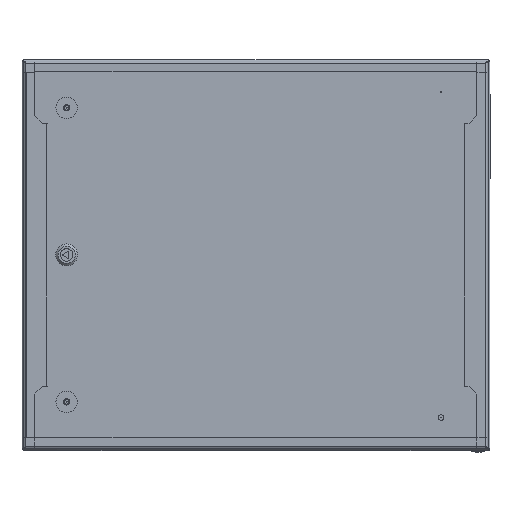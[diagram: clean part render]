
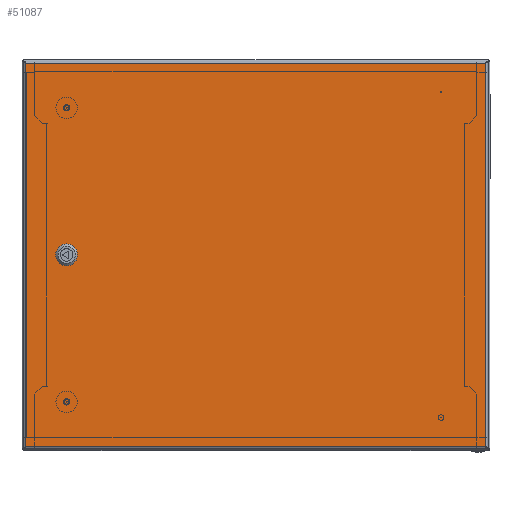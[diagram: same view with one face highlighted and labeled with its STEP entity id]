
A CAD part, top view. The second image highlights one B-rep face of the part: STEP entity #51087.
In plain terms, the highlighted face is planar.
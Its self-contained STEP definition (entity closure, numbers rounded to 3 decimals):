
#197 = VERTEX_POINT ( 'NONE', #54173 ) ;
#211 = ORIENTED_EDGE ( 'NONE', *, *, #26152, .F. ) ;
#298 = PLANE ( 'NONE',  #58575 ) ;
#460 = AXIS2_PLACEMENT_3D ( 'NONE', #20760, #43594, #3249 ) ;
#538 = DIRECTION ( 'NONE',  ( 1., 0., 0. ) ) ;
#841 = EDGE_LOOP ( 'NONE', ( #56566, #39692, #55226, #50164, #31974, #53961, #45851, #35149 ) ) ;
#921 = VERTEX_POINT ( 'NONE', #49733 ) ;
#992 = EDGE_CURVE ( 'NONE', #15796, #15796, #56598, .T. ) ;
#1033 = CARTESIAN_POINT ( 'NONE',  ( 1487.5, 245.8, -1. ) ) ;
#1858 = VECTOR ( 'NONE', #43099, 1000. ) ;
#3249 = DIRECTION ( 'NONE',  ( 1., 0., 0. ) ) ;
#3304 = EDGE_CURVE ( 'NONE', #51779, #10519, #52039, .T. ) ;
#3485 = CARTESIAN_POINT ( 'NONE',  ( -237.5, 208.5, -1. ) ) ;
#3577 = DIRECTION ( 'NONE',  ( 0., 0., 1. ) ) ;
#4167 = DIRECTION ( 'NONE',  ( 1., 0., 0. ) ) ;
#4262 = VERTEX_POINT ( 'NONE', #40865 ) ;
#4263 = CARTESIAN_POINT ( 'NONE',  ( 1487.5, -245.8, -1. ) ) ;
#4475 = DIRECTION ( 'NONE',  ( 0., -1., 0. ) ) ;
#4550 = LINE ( 'NONE', #4263, #46029 ) ;
#4623 = CARTESIAN_POINT ( 'NONE',  ( -237., -208.5, -1. ) ) ;
#4672 = CARTESIAN_POINT ( 'NONE',  ( 242.5, 188.5, -1. ) ) ;
#5351 = DIRECTION ( 'NONE',  ( 0., 0., 1. ) ) ;
#5825 = ORIENTED_EDGE ( 'NONE', *, *, #10421, .T. ) ;
#5951 = DIRECTION ( 'NONE',  ( 1., 0., 0. ) ) ;
#6880 = DIRECTION ( 'NONE',  ( 0., -1., 0. ) ) ;
#7464 = EDGE_LOOP ( 'NONE', ( #211, #19902, #33564, #18734 ) ) ;
#8127 = VERTEX_POINT ( 'NONE', #54883 ) ;
#8565 = CARTESIAN_POINT ( 'NONE',  ( 247.137, 10.25, -1. ) ) ;
#8659 = CIRCLE ( 'NONE', #50376, 0.5 ) ;
#8925 = VERTEX_POINT ( 'NONE', #32064 ) ;
#8942 = CARTESIAN_POINT ( 'NONE',  ( 294.8, -245.8, -1. ) ) ;
#9426 = CARTESIAN_POINT ( 'NONE',  ( -294.8, 1736., -1. ) ) ;
#9745 = AXIS2_PLACEMENT_3D ( 'NONE', #41025, #14057, #18216 ) ;
#9768 = DIRECTION ( 'NONE',  ( 1., 0., 0. ) ) ;
#9850 = DIRECTION ( 'NONE',  ( 0., 1., 0. ) ) ;
#10384 = CARTESIAN_POINT ( 'NONE',  ( -237.5, -208.5, -1. ) ) ;
#10421 = EDGE_CURVE ( 'NONE', #8925, #8925, #15079, .T. ) ;
#10519 = VERTEX_POINT ( 'NONE', #40871 ) ;
#10824 = LINE ( 'NONE', #9426, #18487 ) ;
#11549 = VECTOR ( 'NONE', #6880, 1000. ) ;
#12043 = EDGE_CURVE ( 'NONE', #14044, #18468, #30359, .T. ) ;
#13349 = VERTEX_POINT ( 'NONE', #49504 ) ;
#14034 = CARTESIAN_POINT ( 'NONE',  ( 252.75, 4.637, -1. ) ) ;
#14044 = VERTEX_POINT ( 'NONE', #35924 ) ;
#14057 = DIRECTION ( 'NONE',  ( 0., 0., 1. ) ) ;
#14096 = DIRECTION ( 'NONE',  ( -1., 0., 0. ) ) ;
#14165 = EDGE_LOOP ( 'NONE', ( #56750 ) ) ;
#14381 = CARTESIAN_POINT ( 'NONE',  ( 252.75, -4.637, -1. ) ) ;
#14613 = LINE ( 'NONE', #14034, #31188 ) ;
#14835 = CARTESIAN_POINT ( 'NONE',  ( 232.25, 4.637, -1. ) ) ;
#15079 = CIRCLE ( 'NONE', #53878, 0.5 ) ;
#15796 = VERTEX_POINT ( 'NONE', #51101 ) ;
#18216 = DIRECTION ( 'NONE',  ( -1., 0., 0. ) ) ;
#18399 = CARTESIAN_POINT ( 'NONE',  ( 0., 0., -1. ) ) ;
#18468 = VERTEX_POINT ( 'NONE', #14381 ) ;
#18487 = VECTOR ( 'NONE', #52043, 1000. ) ;
#18689 = FACE_BOUND ( 'NONE', #14165, .T. ) ;
#18734 = ORIENTED_EDGE ( 'NONE', *, *, #26446, .T. ) ;
#18894 = CARTESIAN_POINT ( 'NONE',  ( 242.5, 0., -1. ) ) ;
#19902 = ORIENTED_EDGE ( 'NONE', *, *, #51886, .F. ) ;
#20760 = CARTESIAN_POINT ( 'NONE',  ( 242.5, 0., -1. ) ) ;
#21315 = VECTOR ( 'NONE', #4475, 1000. ) ;
#22167 = DIRECTION ( 'NONE',  ( 0., 0., 1. ) ) ;
#22788 = DIRECTION ( 'NONE',  ( 0., 0., 1. ) ) ;
#23006 = ORIENTED_EDGE ( 'NONE', *, *, #58445, .T. ) ;
#23035 = CIRCLE ( 'NONE', #9745, 0.5 ) ;
#23188 = VECTOR ( 'NONE', #44750, 1000. ) ;
#23621 = VECTOR ( 'NONE', #14096, 1000. ) ;
#25558 = AXIS2_PLACEMENT_3D ( 'NONE', #35323, #3577, #4167 ) ;
#25563 = EDGE_CURVE ( 'NONE', #55396, #51779, #45110, .T. ) ;
#25968 = EDGE_CURVE ( 'NONE', #35236, #13349, #40019, .T. ) ;
#26152 = EDGE_CURVE ( 'NONE', #921, #38270, #10824, .T. ) ;
#26446 = EDGE_CURVE ( 'NONE', #32482, #38270, #4550, .T. ) ;
#27008 = FACE_BOUND ( 'NONE', #43236, .T. ) ;
#28033 = LINE ( 'NONE', #1033, #23621 ) ;
#28386 = LINE ( 'NONE', #46746, #1858 ) ;
#29439 = LINE ( 'NONE', #56696, #11549 ) ;
#29642 = EDGE_LOOP ( 'NONE', ( #43963 ) ) ;
#30359 = CIRCLE ( 'NONE', #42662, 11.25 ) ;
#30963 = EDGE_LOOP ( 'NONE', ( #23006 ) ) ;
#31141 = FACE_BOUND ( 'NONE', #841, .T. ) ;
#31188 = VECTOR ( 'NONE', #9850, 1000. ) ;
#31743 = FACE_OUTER_BOUND ( 'NONE', #7464, .T. ) ;
#31974 = ORIENTED_EDGE ( 'NONE', *, *, #12043, .T. ) ;
#32064 = CARTESIAN_POINT ( 'NONE',  ( 243., 188.5, -1. ) ) ;
#32303 = CARTESIAN_POINT ( 'NONE',  ( 247.137, 10.25, -1. ) ) ;
#32482 = VERTEX_POINT ( 'NONE', #8942 ) ;
#33132 = DIRECTION ( 'NONE',  ( 0., 0., 1. ) ) ;
#33564 = ORIENTED_EDGE ( 'NONE', *, *, #48254, .T. ) ;
#34821 = EDGE_CURVE ( 'NONE', #13349, #55396, #56329, .T. ) ;
#35149 = ORIENTED_EDGE ( 'NONE', *, *, #25968, .T. ) ;
#35236 = VERTEX_POINT ( 'NONE', #32303 ) ;
#35323 = CARTESIAN_POINT ( 'NONE',  ( 242.5, 0., -1. ) ) ;
#35924 = CARTESIAN_POINT ( 'NONE',  ( 247.137, -10.25, -1. ) ) ;
#36091 = VERTEX_POINT ( 'NONE', #4623 ) ;
#36586 = CIRCLE ( 'NONE', #40345, 11.25 ) ;
#36686 = DIRECTION ( 'NONE',  ( 1., 0., 0. ) ) ;
#36764 = DIRECTION ( 'NONE',  ( 0., 0., 1. ) ) ;
#37695 = AXIS2_PLACEMENT_3D ( 'NONE', #3485, #22167, #53879 ) ;
#37969 = CARTESIAN_POINT ( 'NONE',  ( 242.5, 0., -1. ) ) ;
#38270 = VERTEX_POINT ( 'NONE', #41667 ) ;
#38697 = EDGE_CURVE ( 'NONE', #4262, #35236, #36586, .T. ) ;
#39692 = ORIENTED_EDGE ( 'NONE', *, *, #25563, .T. ) ;
#39784 = CARTESIAN_POINT ( 'NONE',  ( 232.25, 4.637, -1. ) ) ;
#40019 = LINE ( 'NONE', #8565, #23188 ) ;
#40345 = AXIS2_PLACEMENT_3D ( 'NONE', #37969, #55178, #46860 ) ;
#40865 = CARTESIAN_POINT ( 'NONE',  ( 252.75, 4.637, -1. ) ) ;
#40871 = CARTESIAN_POINT ( 'NONE',  ( 237.863, -10.25, -1. ) ) ;
#40923 = FACE_BOUND ( 'NONE', #30963, .T. ) ;
#41025 = CARTESIAN_POINT ( 'NONE',  ( 242.5, -188.5, -1. ) ) ;
#41226 = FACE_BOUND ( 'NONE', #29642, .T. ) ;
#41667 = CARTESIAN_POINT ( 'NONE',  ( -294.8, -245.8, -1. ) ) ;
#42662 = AXIS2_PLACEMENT_3D ( 'NONE', #18894, #33132, #36686 ) ;
#43099 = DIRECTION ( 'NONE',  ( 1., 0., 0. ) ) ;
#43236 = EDGE_LOOP ( 'NONE', ( #5825 ) ) ;
#43594 = DIRECTION ( 'NONE',  ( 0., 0., 1. ) ) ;
#43963 = ORIENTED_EDGE ( 'NONE', *, *, #992, .T. ) ;
#44750 = DIRECTION ( 'NONE',  ( -1., 0., 0. ) ) ;
#45110 = LINE ( 'NONE', #39784, #21315 ) ;
#45291 = EDGE_CURVE ( 'NONE', #10519, #14044, #28386, .T. ) ;
#45851 = ORIENTED_EDGE ( 'NONE', *, *, #38697, .T. ) ;
#46029 = VECTOR ( 'NONE', #46070, 1000. ) ;
#46070 = DIRECTION ( 'NONE',  ( -1., 0., 0. ) ) ;
#46746 = CARTESIAN_POINT ( 'NONE',  ( 247.137, -10.25, -1. ) ) ;
#46860 = DIRECTION ( 'NONE',  ( 1., 0., 0. ) ) ;
#47638 = CARTESIAN_POINT ( 'NONE',  ( 232.25, -4.637, -1. ) ) ;
#48254 = EDGE_CURVE ( 'NONE', #8127, #32482, #29439, .T. ) ;
#49504 = CARTESIAN_POINT ( 'NONE',  ( 237.863, 10.25, -1. ) ) ;
#49733 = CARTESIAN_POINT ( 'NONE',  ( -294.8, 245.8, -1. ) ) ;
#50164 = ORIENTED_EDGE ( 'NONE', *, *, #45291, .T. ) ;
#50376 = AXIS2_PLACEMENT_3D ( 'NONE', #10384, #5351, #5951 ) ;
#51087 = ADVANCED_FACE ( 'NONE', ( #40923, #27008, #41226, #18689, #31743, #31141 ), #298, .F. ) ;
#51101 = CARTESIAN_POINT ( 'NONE',  ( -238., 208.5, -1. ) ) ;
#51779 = VERTEX_POINT ( 'NONE', #47638 ) ;
#51886 = EDGE_CURVE ( 'NONE', #8127, #921, #28033, .T. ) ;
#52039 = CIRCLE ( 'NONE', #25558, 11.25 ) ;
#52043 = DIRECTION ( 'NONE',  ( 0., -1., 0. ) ) ;
#52286 = EDGE_CURVE ( 'NONE', #18468, #4262, #14613, .T. ) ;
#53878 = AXIS2_PLACEMENT_3D ( 'NONE', #4672, #22788, #538 ) ;
#53879 = DIRECTION ( 'NONE',  ( -1., 0., 0. ) ) ;
#53961 = ORIENTED_EDGE ( 'NONE', *, *, #52286, .T. ) ;
#54173 = CARTESIAN_POINT ( 'NONE',  ( 242., -188.5, -1. ) ) ;
#54883 = CARTESIAN_POINT ( 'NONE',  ( 294.8, 245.8, -1. ) ) ;
#55178 = DIRECTION ( 'NONE',  ( 0., 0., 1. ) ) ;
#55226 = ORIENTED_EDGE ( 'NONE', *, *, #3304, .T. ) ;
#55396 = VERTEX_POINT ( 'NONE', #14835 ) ;
#56329 = CIRCLE ( 'NONE', #460, 11.25 ) ;
#56566 = ORIENTED_EDGE ( 'NONE', *, *, #34821, .T. ) ;
#56581 = EDGE_CURVE ( 'NONE', #36091, #36091, #8659, .T. ) ;
#56598 = CIRCLE ( 'NONE', #37695, 0.5 ) ;
#56696 = CARTESIAN_POINT ( 'NONE',  ( 294.8, 1736., -1. ) ) ;
#56750 = ORIENTED_EDGE ( 'NONE', *, *, #56581, .T. ) ;
#58445 = EDGE_CURVE ( 'NONE', #197, #197, #23035, .T. ) ;
#58575 = AXIS2_PLACEMENT_3D ( 'NONE', #18399, #36764, #9768 ) ;
